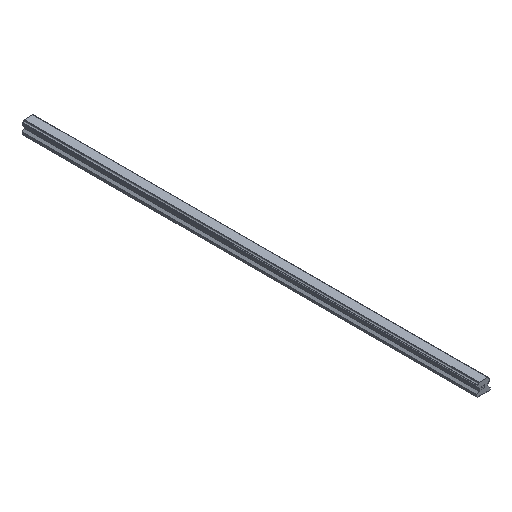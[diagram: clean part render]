
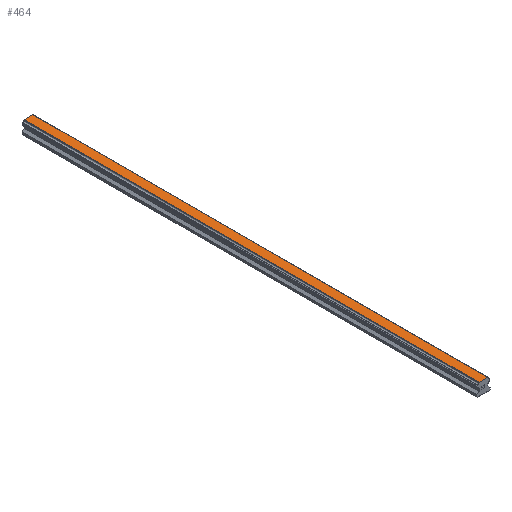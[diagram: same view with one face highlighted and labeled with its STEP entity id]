
A CAD part, isometric view. The second image highlights one B-rep face of the part: STEP entity #464.
In plain terms, the highlighted planar face has unit normal (0, 0, 1).
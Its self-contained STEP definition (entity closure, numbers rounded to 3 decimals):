
#464=ADVANCED_FACE('',(#962),#963,.T.);
#962=FACE_OUTER_BOUND('',#1475,.T.);
#963=PLANE('',#1476);
#1475=EDGE_LOOP('',(#2850,#2851,#2852,#2853));
#1476=AXIS2_PLACEMENT_3D('',#2854,#2855,#2856);
#2850=ORIENTED_EDGE('',*,*,#3463,.T.);
#2851=ORIENTED_EDGE('',*,*,#3588,.F.);
#2852=ORIENTED_EDGE('',*,*,#3327,.T.);
#2853=ORIENTED_EDGE('',*,*,#3586,.T.);
#2854=CARTESIAN_POINT('',(0.,970.0,26.));
#2855=DIRECTION('',(0.0,0.0,1.0));
#2856=DIRECTION('',(-1.0,0.0,0.0));
#3327=EDGE_CURVE('',#4077,#4075,#4078,.T.);
#3463=EDGE_CURVE('',#4304,#4302,#4305,.T.);
#3586=EDGE_CURVE('',#4075,#4304,#4451,.T.);
#3588=EDGE_CURVE('',#4077,#4302,#4453,.T.);
#4075=VERTEX_POINT('',#5116);
#4077=VERTEX_POINT('',#5119);
#4078=LINE('',#5120,#5121);
#4302=VERTEX_POINT('',#5433);
#4304=VERTEX_POINT('',#5436);
#4305=LINE('',#5437,#5438);
#4451=LINE('',#5622,#5623);
#4453=LINE('',#5625,#5626);
#5116=CARTESIAN_POINT('',(-9.342,970.0,26.));
#5119=CARTESIAN_POINT('',(9.342,970.0,26.));
#5120=CARTESIAN_POINT('',(9.342,970.0,26.));
#5121=VECTOR('',#5980,1.0);
#5433=CARTESIAN_POINT('',(9.342,0.0,26.));
#5436=CARTESIAN_POINT('',(-9.342,0.0,26.));
#5437=CARTESIAN_POINT('',(9.342,0.0,26.));
#5438=VECTOR('',#6136,1.0);
#5622=CARTESIAN_POINT('',(-9.342,970.0,26.));
#5623=VECTOR('',#6280,1.0);
#5625=CARTESIAN_POINT('',(9.342,970.0,26.));
#5626=VECTOR('',#6281,1.0);
#5980=DIRECTION('',(-1.0,0.0,0.0));
#6136=DIRECTION('',(1.0,0.0,0.0));
#6280=DIRECTION('',(0.0,-1.0,0.0));
#6281=DIRECTION('',(0.0,-1.0,0.0));
